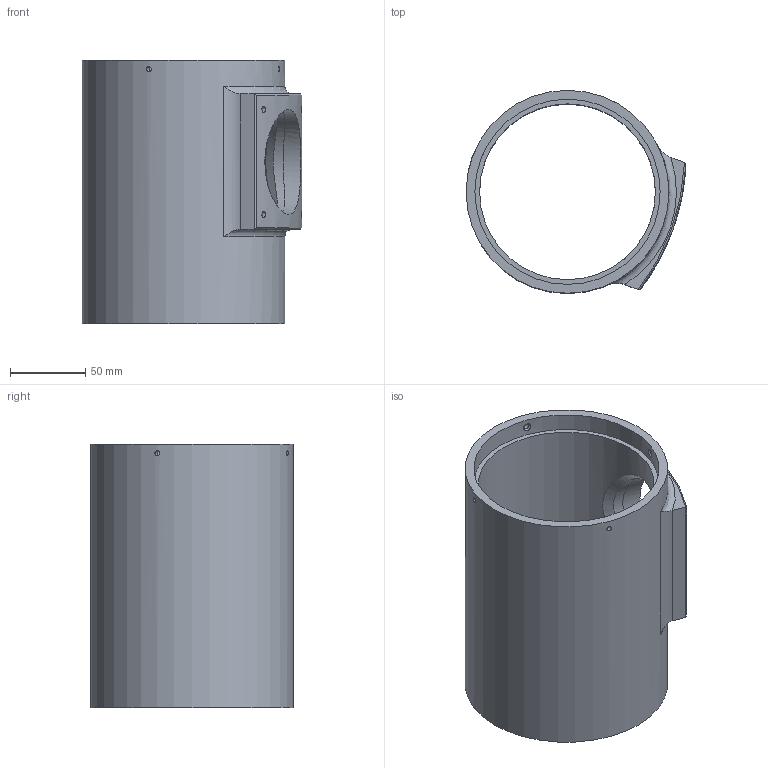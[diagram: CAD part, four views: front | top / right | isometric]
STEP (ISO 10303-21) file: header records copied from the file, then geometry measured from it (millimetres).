
FILE_DESCRIPTION(/* description */ ('','CAx-IF Rec.Pracs.---Representation and Presentation of Product Manufacturing Information (PMI)---4.0---2014-10-13'),/* implementation_level */ '2;1');
FILE_NAME(/* name */ 'topOTA.step',/* time_stamp */ '2024-12-23T11:55:14-05:00',/* author */ (''),/* organization */ (''),/* preprocessor_version */ 'ST-DEVELOPER v20',/* originating_system */ 'Autodesk Translation Framework v13.20.0.188',/* authorisation */ '');
FILE_SCHEMA (('AP242_MANAGED_MODEL_BASED_3D_ENGINEERING_MIM_LF { 1 0 10303 442 1 1 4 }'));
Length unit declared in the file: millimetre
Products named in the file (1): Top Housing
Bounding box: 146.28 x 135 x 175.5 mm (x, y, z)
Volume: 596737.3 mm3; surface area: 147359.3 mm2
Topology: 1 solids, 1 shells, 88 faces, 239 edges, 161 vertices
Faces by surface type: cylinder 51, plane 26, bspline 7, cone 2, torus 2
Full cylindrical faces by diameter (mm): 3.4 x4, 4.05 x4, 69.85 x1, 117 x1, 123.3 x1, 126.3 x1, 135 x1
Entity records: 4427 total; most frequent: CARTESIAN_POINT 2414, ORIENTED_EDGE 478, DIRECTION 290, EDGE_CURVE 239, VERTEX_POINT 161, B_SPLINE_CURVE_WITH_KNOTS 143, AXIS2_PLACEMENT_3D 116, EDGE_LOOP 108
